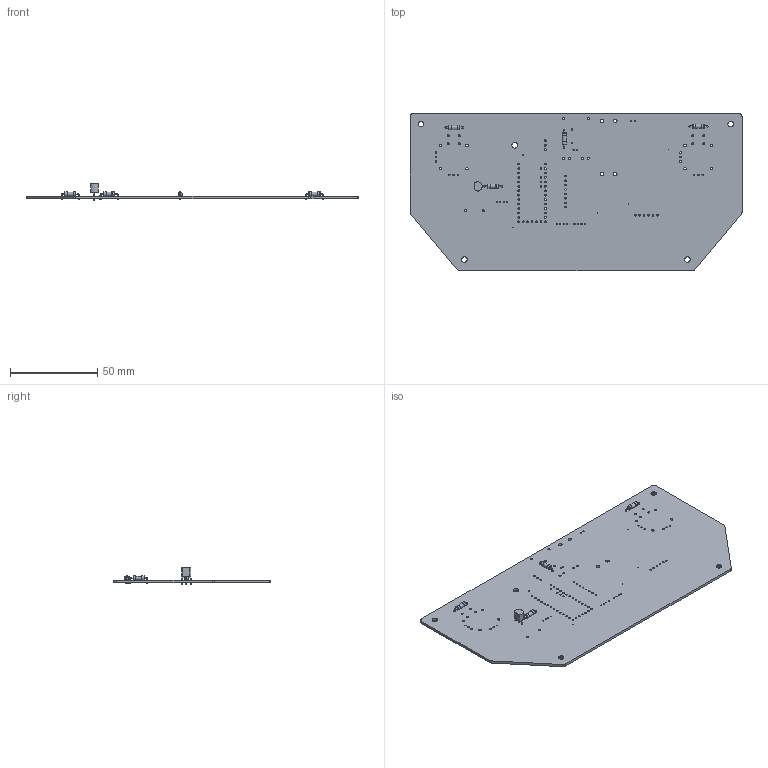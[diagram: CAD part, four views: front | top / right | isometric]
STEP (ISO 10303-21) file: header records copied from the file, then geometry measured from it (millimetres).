
FILE_DESCRIPTION(/* description */ (''),/* implementation_level */ '2;1');
FILE_NAME(/* name */ 'Controller v3.step',/* time_stamp */ '2020-11-03T21:40:07+01:00',/* author */ (''),/* organization */ (''),/* preprocessor_version */ 'ST-DEVELOPER v18.1',/* originating_system */ 'Autodesk Translation Framework v9.3.0.1241',/* authorisation */ '');
FILE_SCHEMA (('AUTOMOTIVE_DESIGN { 1 0 10303 214 3 1 1 }'));
Length unit declared in the file: millimetre
Products named in the file (5): Controller; Board; Packages; 0207/10; TO92-EBC
Assembly tree (7 placements, depth 3):
  Controller
    Board
    Packages
      0207/10  x4
      TO92-EBC
Bounding box: 190 x 90 x 9.3 mm (x, y, z)
Volume: 24296.6 mm3; surface area: 33992.4 mm2
Topology: 6 solids, 6 shells, 776 faces, 2247 edges, 1494 vertices
Faces by surface type: plane 459, cylinder 285, torus 32
Full cylindrical faces by diameter (mm): 0.35 x5, 0.6 x16, 0.7 x12, 0.75 x4, 0.8 x8, 0.813 x11, 0.889 x12, 0.965 x37, 1 x6, 1.1 x10, 1.118 x3, 1.194 x2, 1.2 x6, 1.397 x8, 2 x4, 2.375 x4, 2.5 x8, 3.2 x1, 3.302 x1
Entity records: 24788 total; most frequent: CARTESIAN_POINT 4266, ORIENTED_EDGE 4242, DIRECTION 4134, EDGE_CURVE 2121, LINE 1572, VECTOR 1572, VERTEX_POINT 1413, AXIS2_PLACEMENT_3D 1281
